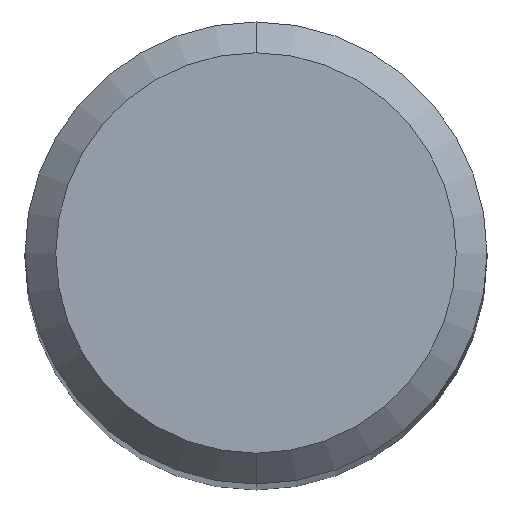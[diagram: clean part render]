
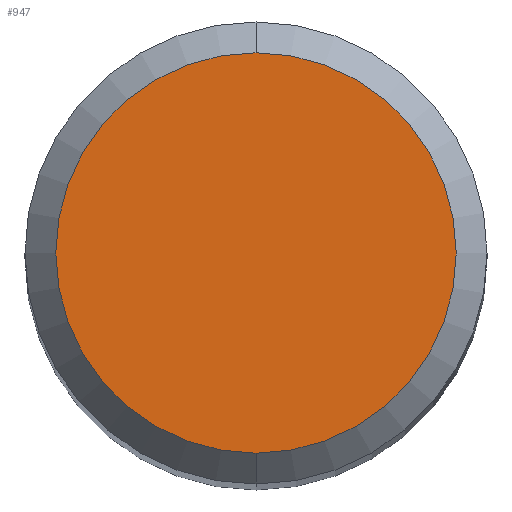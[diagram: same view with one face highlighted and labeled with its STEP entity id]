
A CAD part, top view. The second image highlights one B-rep face of the part: STEP entity #947.
In plain terms, the highlighted planar face has unit normal (0, 0, 1).
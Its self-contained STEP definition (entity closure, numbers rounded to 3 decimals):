
#725=EDGE_CURVE('',#1201,#1109,#1631,.T.);
#757=EDGE_CURVE('',#1109,#1201,#1666,.T.);
#947=ADVANCED_FACE('',(#1873),#1874,.T.);
#1109=VERTEX_POINT('',#2050);
#1201=VERTEX_POINT('',#2153);
#1631=CIRCLE('',#4003,2.6);
#1666=CIRCLE('',#4389,2.6);
#1873=FACE_OUTER_BOUND('',#6030,.T.);
#1874=PLANE('',#6031);
#2050=CARTESIAN_POINT('',(0.,-2.6,0.0));
#2153=CARTESIAN_POINT('',(0.0,2.6,0.0));
#4003=AXIS2_PLACEMENT_3D('',#10113,#10114,#10115);
#4389=AXIS2_PLACEMENT_3D('',#10157,#10158,#10159);
#6030=EDGE_LOOP('',(#10397,#10398));
#6031=AXIS2_PLACEMENT_3D('',#10399,#10400,#10401);
#10113=CARTESIAN_POINT('',(0.0,0.0,0.0));
#10114=DIRECTION('',(0.0,0.0,-1.0));
#10115=DIRECTION('',(0.0,1.0,0.0));
#10157=CARTESIAN_POINT('',(0.0,0.0,0.0));
#10158=DIRECTION('',(0.0,0.0,-1.0));
#10159=DIRECTION('',(0.0,1.0,0.0));
#10397=ORIENTED_EDGE('',*,*,#725,.F.);
#10398=ORIENTED_EDGE('',*,*,#757,.F.);
#10399=CARTESIAN_POINT('',(0.0,1.3,0.0));
#10400=DIRECTION('',(-0.0,0.0,1.0));
#10401=DIRECTION('',(0.0,-1.0,0.0));
